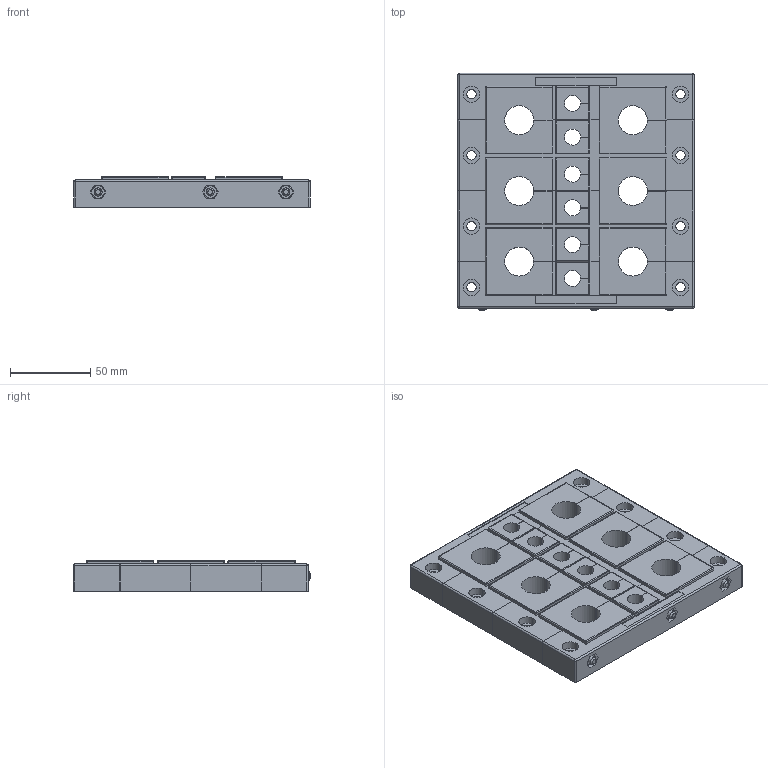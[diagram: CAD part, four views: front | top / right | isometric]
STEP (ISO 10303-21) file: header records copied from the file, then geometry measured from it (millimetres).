
FILE_DESCRIPTION(('STEP AP242'),'1');
FILE_NAME('42223.stp','2019-02-05T13:55:20',('TraceParts'),('TraceParts S.A.'),'Spatial InterOp 3D',' ',' ');
FILE_SCHEMA(('AP242_MANAGED_MODEL_BASED_3D_ENGINEERING_MIM_LF {1 0 10303 442 1 1 4}'));
Length unit declared in the file: millimetre
Products named in the file (1): 42223_1
Bounding box: 147 x 147.5 x 19 mm (x, y, z)
Volume: 389915.3 mm3; surface area: 146389.4 mm2
Topology: 22 solids, 22 shells, 750 faces, 1866 edges, 1126 vertices
Faces by surface type: plane 404, cylinder 254, sphere 56, cone 30, torus 6
Entity records: 21871 total; most frequent: CARTESIAN_POINT 3942, DIRECTION 3814, ORIENTED_EDGE 3620, EDGE_CURVE 1810, AXIS2_PLACEMENT_3D 1286, LINE 1242, VECTOR 1242, VERTEX_POINT 1126
